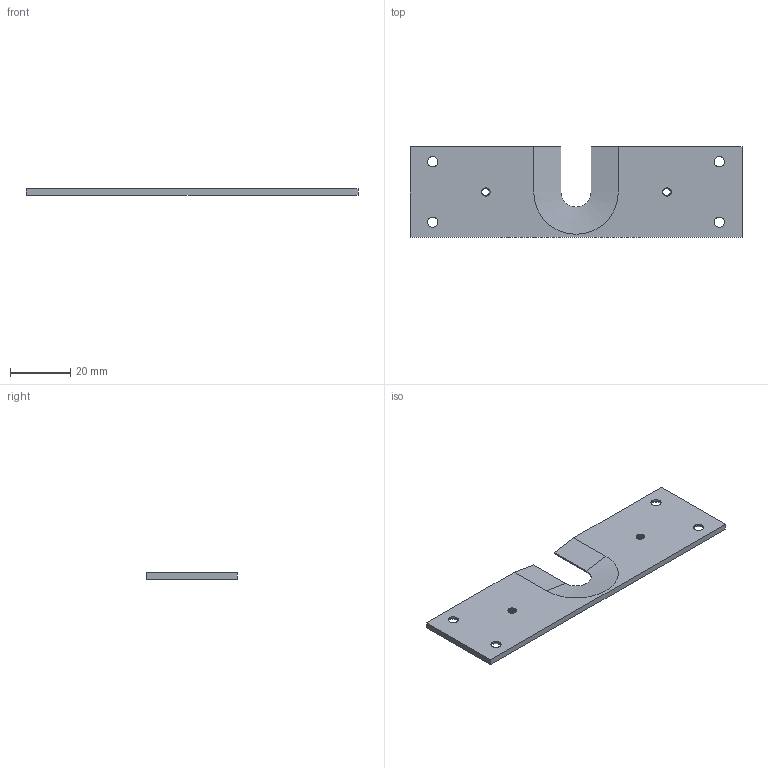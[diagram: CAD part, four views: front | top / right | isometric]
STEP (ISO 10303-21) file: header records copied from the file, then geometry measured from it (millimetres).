
FILE_DESCRIPTION(/* description */ (''),/* implementation_level */ '2;1');
FILE_NAME(/* name */ 'HeadPlateHolderbottom (With threads).step',/* time_stamp */ '2023-08-09T10:08:13-04:00',/* author */ (''),/* organization */ (''),/* preprocessor_version */ 'ST-DEVELOPER v20',/* originating_system */ 'Autodesk Translation Framework v12.9.0.99',/* authorisation */ '');
FILE_SCHEMA (('AUTOMOTIVE_DESIGN { 1 0 10303 214 3 1 1 }'));
Length unit declared in the file: metre
Products named in the file (1): HeadPlateHolderbottom (2)
Bounding box: 110 x 30 x 2 mm (x, y, z)
Volume: 5695 mm3; surface area: 6799.1 mm2
Topology: 1 solids, 1 shells, 45 faces, 123 edges, 80 vertices
Faces by surface type: cylinder 25, plane 11, cone 5, bspline 4
Full cylindrical faces by diameter (mm): 2.529 x4, 3.086 x2, 3.4 x4
Entity records: 2464 total; most frequent: CARTESIAN_POINT 1345, ORIENTED_EDGE 246, DIRECTION 182, EDGE_CURVE 123, VERTEX_POINT 80, AXIS2_PLACEMENT_3D 65, EDGE_LOOP 57, LINE 52
